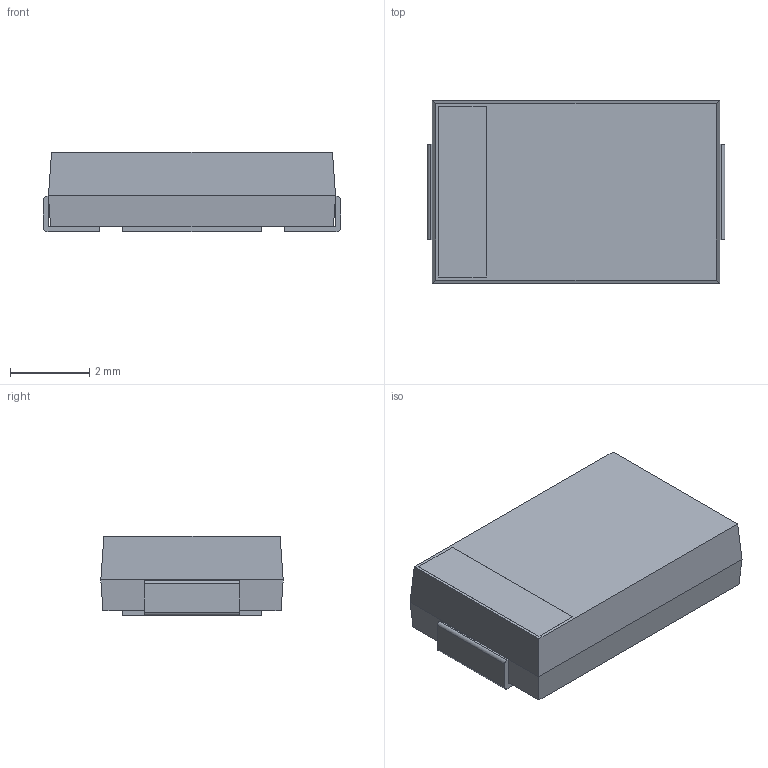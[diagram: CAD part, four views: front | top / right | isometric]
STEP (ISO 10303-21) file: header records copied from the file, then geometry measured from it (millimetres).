
FILE_DESCRIPTION(/* description */ ('model of CP_Tantalum_Case-V_EIA-7343-20'),/* implementation_level */ '2;1');
FILE_NAME(/* name */ 'CP_Tantalum_Case-V_EIA-7343-20.step',/* time_stamp */ '2017-02-19T21:11:27',/* author */ ('kicad StepUp','ksu'),/* organization */ ('FreeCAD'),/* preprocessor_version */ 'OCC',/* originating_system */ 'kicad StepUp',/* authorisation */ '');
FILE_SCHEMA(('AUTOMOTIVE_DESIGN_CC2 { 1 2 10303 214 -1 1 5 4 }'));
Length unit declared in the file: millimetre
Products named in the file (1): CP_Tantalum_Case-V_EIA-7343-20
Bounding box: 7.5 x 4.6 x 2 mm (x, y, z)
Volume: 63.7 mm3; surface area: 120.3 mm2
Topology: 1 solids, 1 shells, 40 faces, 108 edges, 72 vertices
Faces by surface type: plane 28, bspline 8, cylinder 4
Entity records: 2106 total; most frequent: CARTESIAN_POINT 861, ORIENTED_EDGE 216, DIRECTION 160, EDGE_CURVE 108, LINE 78, VECTOR 78, VERTEX_POINT 72, FACE_BOUND 42
